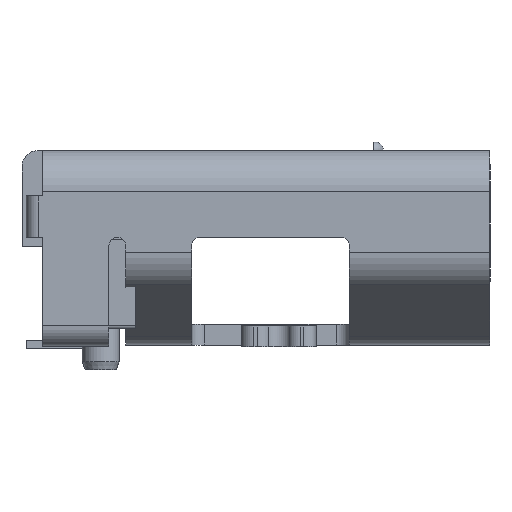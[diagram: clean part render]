
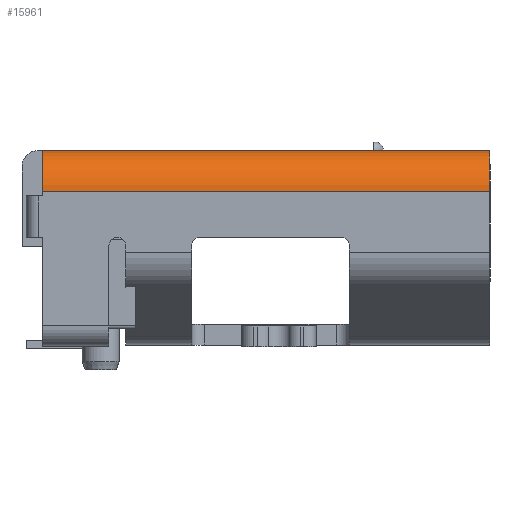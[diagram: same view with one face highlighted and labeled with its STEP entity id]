
A CAD part, left-side view. The second image highlights one B-rep face of the part: STEP entity #15961.
In plain terms, the highlighted cylindrical face has radius 0.5 mm (diameter 1 mm), a partial arc.
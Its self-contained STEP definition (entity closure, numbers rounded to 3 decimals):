
#765 = EDGE_CURVE ( 'NONE', #28829, #27502, #22356, .T. ) ;
#2456 = CARTESIAN_POINT ( 'NONE',  ( -3.2, -2.575, 1.85 ) ) ;
#3838 = CIRCLE ( 'NONE', #11254, 0.5 ) ;
#6700 = VECTOR ( 'NONE', #18911, 1000. ) ;
#7333 = FACE_OUTER_BOUND ( 'NONE', #19710, .T. ) ;
#7670 = LINE ( 'NONE', #18509, #27272 ) ;
#8043 = CARTESIAN_POINT ( 'NONE',  ( -3.2, -2.575, 2.35 ) ) ;
#8700 = EDGE_CURVE ( 'NONE', #28829, #12457, #7670, .T. ) ;
#9329 = CYLINDRICAL_SURFACE ( 'NONE', #19819, 0.5 ) ;
#10082 = LINE ( 'NONE', #27294, #6700 ) ;
#11254 = AXIS2_PLACEMENT_3D ( 'NONE', #2456, #11751, #20618 ) ;
#11714 = ORIENTED_EDGE ( 'NONE', *, *, #8700, .T. ) ;
#11751 = DIRECTION ( 'NONE',  ( 0., -1., 0. ) ) ;
#12457 = VERTEX_POINT ( 'NONE', #24680 ) ;
#12970 = ORIENTED_EDGE ( 'NONE', *, *, #27472, .F. ) ;
#13526 = CARTESIAN_POINT ( 'NONE',  ( -3.2, 7.425, 1.85 ) ) ;
#15961 = ADVANCED_FACE ( 'NONE', ( #7333 ), #9329, .T. ) ;
#17250 = DIRECTION ( 'NONE',  ( 0., 1., 0. ) ) ;
#18154 = DIRECTION ( 'NONE',  ( 0., -1., 0. ) ) ;
#18366 = DIRECTION ( 'NONE',  ( 0., -1., 0. ) ) ;
#18509 = CARTESIAN_POINT ( 'NONE',  ( -3.7, 7.425, 1.85 ) ) ;
#18620 = CARTESIAN_POINT ( 'NONE',  ( -3.2, 2.825, 2.35 ) ) ;
#18911 = DIRECTION ( 'NONE',  ( 0., -1., 0. ) ) ;
#19710 = EDGE_LOOP ( 'NONE', ( #19873, #11714, #21644, #12970 ) ) ;
#19819 = AXIS2_PLACEMENT_3D ( 'NONE', #13526, #18154, #20072 ) ;
#19873 = ORIENTED_EDGE ( 'NONE', *, *, #765, .F. ) ;
#20072 = DIRECTION ( 'NONE',  ( 1., 0., 0. ) ) ;
#20618 = DIRECTION ( 'NONE',  ( -1., 0., 0. ) ) ;
#21644 = ORIENTED_EDGE ( 'NONE', *, *, #22908, .F. ) ;
#22356 = CIRCLE ( 'NONE', #25169, 0.5 ) ;
#22375 = CARTESIAN_POINT ( 'NONE',  ( -3.7, 2.825, 1.85 ) ) ;
#22908 = EDGE_CURVE ( 'NONE', #24694, #12457, #3838, .T. ) ;
#24680 = CARTESIAN_POINT ( 'NONE',  ( -3.7, -2.575, 1.85 ) ) ;
#24694 = VERTEX_POINT ( 'NONE', #8043 ) ;
#25169 = AXIS2_PLACEMENT_3D ( 'NONE', #28297, #17250, #26523 ) ;
#26523 = DIRECTION ( 'NONE',  ( 0., 0., -1. ) ) ;
#27272 = VECTOR ( 'NONE', #18366, 1000. ) ;
#27294 = CARTESIAN_POINT ( 'NONE',  ( -3.2, 7.425, 2.35 ) ) ;
#27472 = EDGE_CURVE ( 'NONE', #27502, #24694, #10082, .T. ) ;
#27502 = VERTEX_POINT ( 'NONE', #18620 ) ;
#28297 = CARTESIAN_POINT ( 'NONE',  ( -3.2, 2.825, 1.85 ) ) ;
#28829 = VERTEX_POINT ( 'NONE', #22375 ) ;
